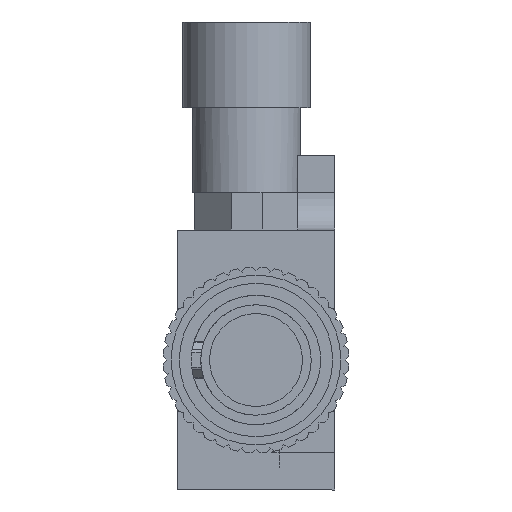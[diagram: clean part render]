
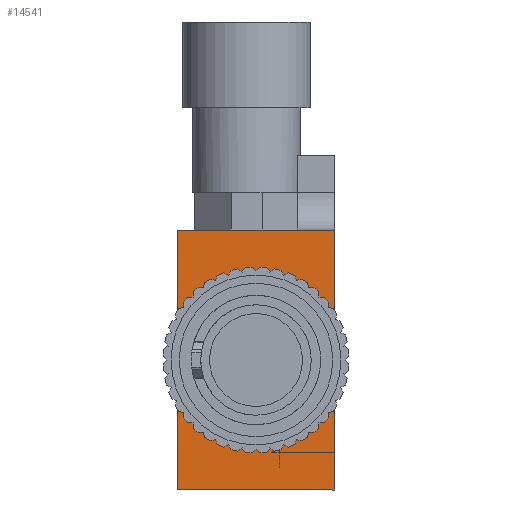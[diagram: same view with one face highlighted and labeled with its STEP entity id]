
A CAD part, left-side view. The second image highlights one B-rep face of the part: STEP entity #14541.
In plain terms, the highlighted planar face has unit normal (-1, 0, 0).
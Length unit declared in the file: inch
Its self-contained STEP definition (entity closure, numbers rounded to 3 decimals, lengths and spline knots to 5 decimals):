
#168 = VECTOR ( 'NONE', #3631, 39.37008 ) ;
#562 = CIRCLE ( 'NONE', #11542, 0.1378 ) ;
#647 = CARTESIAN_POINT ( 'NONE',  ( -1.88976, 0.27559, 0. ) ) ;
#904 = LINE ( 'NONE', #12685, #168 ) ;
#999 = VERTEX_POINT ( 'NONE', #1941 ) ;
#1040 = EDGE_LOOP ( 'NONE', ( #5656, #8130 ) ) ;
#1113 = DIRECTION ( 'NONE',  ( 1., 0., 0. ) ) ;
#1240 = LINE ( 'NONE', #8764, #12775 ) ;
#1354 = CIRCLE ( 'NONE', #4763, 0.1378 ) ;
#1941 = CARTESIAN_POINT ( 'NONE',  ( -1.88976, 0.27559, -0.1378 ) ) ;
#1976 = EDGE_CURVE ( 'NONE', #5698, #9561, #1240, .T. ) ;
#2638 = CARTESIAN_POINT ( 'NONE',  ( -1.88976, 0., -0.16732 ) ) ;
#3492 = LINE ( 'NONE', #4833, #6268 ) ;
#3631 = DIRECTION ( 'NONE',  ( 0., -1., 0. ) ) ;
#4587 = ORIENTED_EDGE ( 'NONE', *, *, #13902, .T. ) ;
#4763 = AXIS2_PLACEMENT_3D ( 'NONE', #647, #6507, #13367 ) ;
#4833 = CARTESIAN_POINT ( 'NONE',  ( -1.88976, 0., -0.16732 ) ) ;
#4995 = VERTEX_POINT ( 'NONE', #13971 ) ;
#5656 = ORIENTED_EDGE ( 'NONE', *, *, #12594, .T. ) ;
#5698 = VERTEX_POINT ( 'NONE', #6077 ) ;
#5798 = PLANE ( 'NONE',  #9591 ) ;
#6077 = CARTESIAN_POINT ( 'NONE',  ( -1.88976, 0.55118, -0.16732 ) ) ;
#6122 = EDGE_CURVE ( 'NONE', #9561, #4995, #904, .T. ) ;
#6268 = VECTOR ( 'NONE', #13083, 39.37008 ) ;
#6507 = DIRECTION ( 'NONE',  ( 1., 0., 0. ) ) ;
#6894 = DIRECTION ( 'NONE',  ( 1., 0., 0. ) ) ;
#8130 = ORIENTED_EDGE ( 'NONE', *, *, #10009, .T. ) ;
#8157 = CARTESIAN_POINT ( 'NONE',  ( -1.88976, 0.55118, -0.16732 ) ) ;
#8318 = CARTESIAN_POINT ( 'NONE',  ( -1.88976, 0.27559, 0.1378 ) ) ;
#8764 = CARTESIAN_POINT ( 'NONE',  ( -1.88976, 0.55118, -0.16732 ) ) ;
#8793 = FACE_BOUND ( 'NONE', #1040, .T. ) ;
#9020 = ORIENTED_EDGE ( 'NONE', *, *, #1976, .F. ) ;
#9113 = LINE ( 'NONE', #9864, #10381 ) ;
#9347 = DIRECTION ( 'NONE',  ( 0., 0., -1. ) ) ;
#9561 = VERTEX_POINT ( 'NONE', #11696 ) ;
#9591 = AXIS2_PLACEMENT_3D ( 'NONE', #8157, #1113, #9347 ) ;
#9864 = CARTESIAN_POINT ( 'NONE',  ( -1.88976, 0.55118, -0.16732 ) ) ;
#9938 = DIRECTION ( 'NONE',  ( 0., 0., 1. ) ) ;
#9953 = ORIENTED_EDGE ( 'NONE', *, *, #11174, .T. ) ;
#10009 = EDGE_CURVE ( 'NONE', #11024, #999, #1354, .T. ) ;
#10381 = VECTOR ( 'NONE', #13181, 39.37008 ) ;
#11024 = VERTEX_POINT ( 'NONE', #8318 ) ;
#11174 = EDGE_CURVE ( 'NONE', #5698, #11704, #9113, .T. ) ;
#11442 = CARTESIAN_POINT ( 'NONE',  ( -1.88976, 0.27559, 0. ) ) ;
#11542 = AXIS2_PLACEMENT_3D ( 'NONE', #11442, #6894, #13837 ) ;
#11696 = CARTESIAN_POINT ( 'NONE',  ( -1.88976, 0.55118, 0.16732 ) ) ;
#11704 = VERTEX_POINT ( 'NONE', #2638 ) ;
#12224 = FACE_OUTER_BOUND ( 'NONE', #14842, .T. ) ;
#12594 = EDGE_CURVE ( 'NONE', #999, #11024, #562, .T. ) ;
#12685 = CARTESIAN_POINT ( 'NONE',  ( -1.88976, 0.55118, 0.16732 ) ) ;
#12775 = VECTOR ( 'NONE', #9938, 39.37008 ) ;
#13083 = DIRECTION ( 'NONE',  ( 0., 0., 1. ) ) ;
#13181 = DIRECTION ( 'NONE',  ( 0., -1., 0. ) ) ;
#13367 = DIRECTION ( 'NONE',  ( 0., 0., -1. ) ) ;
#13524 = ORIENTED_EDGE ( 'NONE', *, *, #6122, .F. ) ;
#13837 = DIRECTION ( 'NONE',  ( 0., 0., -1. ) ) ;
#13902 = EDGE_CURVE ( 'NONE', #11704, #4995, #3492, .T. ) ;
#13971 = CARTESIAN_POINT ( 'NONE',  ( -1.88976, 0., 0.16732 ) ) ;
#14541 = ADVANCED_FACE ( 'NONE', ( #8793, #12224 ), #5798, .F. ) ;
#14842 = EDGE_LOOP ( 'NONE', ( #4587, #13524, #9020, #9953 ) ) ;
